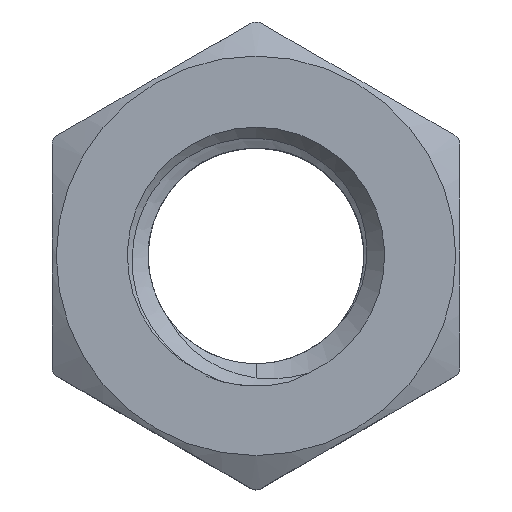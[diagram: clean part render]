
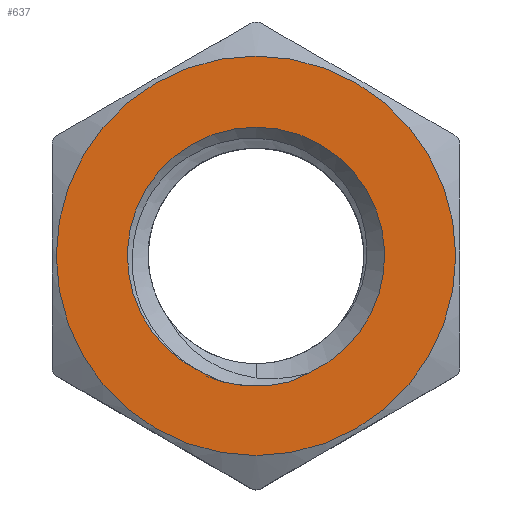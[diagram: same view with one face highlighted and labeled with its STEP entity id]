
A CAD part, top view. The second image highlights one B-rep face of the part: STEP entity #637.
In plain terms, the highlighted planar face has unit normal (0, 0, 1).
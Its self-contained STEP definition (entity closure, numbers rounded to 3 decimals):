
#30=FACE_BOUND('',#128,.T.);
#38=PLANE('',#696);
#50=CIRCLE('',#668,2.56);
#51=CIRCLE('',#671,2.524);
#55=CIRCLE('',#684,3.919);
#56=CIRCLE('',#685,3.919);
#91=FACE_OUTER_BOUND('',#127,.T.);
#127=EDGE_LOOP('',(#578,#579));
#128=EDGE_LOOP('',(#580,#581,#582,#583));
#157=B_SPLINE_CURVE_WITH_KNOTS('',3,(#1863,#1864,#1865,#1866,#1867,#1868,
#1869),.UNSPECIFIED.,.F.,.F.,(4,3,4),(0.431,0.457,
0.472),.UNSPECIFIED.);
#174=B_SPLINE_CURVE_WITH_KNOTS('',3,(#2264,#2265,#2266,#2267,#2268,#2269,
#2270),.UNSPECIFIED.,.F.,.F.,(4,3,4),(0.,0.026,0.041),
 .UNSPECIFIED.);
#255=VERTEX_POINT('',#1114);
#256=VERTEX_POINT('',#1120);
#259=VERTEX_POINT('',#1177);
#260=VERTEX_POINT('',#1197);
#284=VERTEX_POINT('',#2008);
#285=VERTEX_POINT('',#2009);
#327=EDGE_CURVE('',#256,#255,#50,.T.);
#333=EDGE_CURVE('',#260,#259,#51,.T.);
#344=EDGE_CURVE('',#259,#256,#157,.T.);
#369=EDGE_CURVE('',#284,#285,#55,.T.);
#370=EDGE_CURVE('',#285,#284,#56,.T.);
#389=EDGE_CURVE('',#255,#260,#174,.T.);
#578=ORIENTED_EDGE('',*,*,#369,.T.);
#579=ORIENTED_EDGE('',*,*,#370,.T.);
#580=ORIENTED_EDGE('',*,*,#333,.T.);
#581=ORIENTED_EDGE('',*,*,#344,.T.);
#582=ORIENTED_EDGE('',*,*,#327,.T.);
#583=ORIENTED_EDGE('',*,*,#389,.T.);
#637=ADVANCED_FACE('',(#91,#30),#38,.T.);
#668=AXIS2_PLACEMENT_3D('',#1121,#742,#743);
#671=AXIS2_PLACEMENT_3D('',#1198,#750,#751);
#684=AXIS2_PLACEMENT_3D('',#2010,#783,#784);
#685=AXIS2_PLACEMENT_3D('',#2011,#785,#786);
#696=AXIS2_PLACEMENT_3D('',#2272,#814,#815);
#742=DIRECTION('center_axis',(0.,0.,-1.));
#743=DIRECTION('ref_axis',(1.,0.,0.));
#750=DIRECTION('center_axis',(0.,0.,-1.));
#751=DIRECTION('ref_axis',(0.,1.,0.));
#783=DIRECTION('center_axis',(0.,0.,1.));
#784=DIRECTION('ref_axis',(0.,1.,0.));
#785=DIRECTION('center_axis',(0.,0.,1.));
#786=DIRECTION('ref_axis',(0.,1.,0.));
#814=DIRECTION('center_axis',(0.,0.,1.));
#815=DIRECTION('ref_axis',(1.,0.,0.));
#1114=CARTESIAN_POINT('',(-0.662,-2.473,2.));
#1120=CARTESIAN_POINT('',(0.662,-2.473,2.));
#1121=CARTESIAN_POINT('Origin',(0.,0.,2.));
#1177=CARTESIAN_POINT('',(1.037,-2.301,2.));
#1197=CARTESIAN_POINT('',(-1.037,-2.301,2.));
#1198=CARTESIAN_POINT('Origin',(0.,0.,2.));
#1863=CARTESIAN_POINT('Ctrl Pts',(1.037,-2.301,2.));
#1864=CARTESIAN_POINT('Ctrl Pts',(0.962,-2.344,2.));
#1865=CARTESIAN_POINT('Ctrl Pts',(0.884,-2.382,2.));
#1866=CARTESIAN_POINT('Ctrl Pts',(0.804,-2.416,2.));
#1867=CARTESIAN_POINT('Ctrl Pts',(0.757,-2.436,2.));
#1868=CARTESIAN_POINT('Ctrl Pts',(0.71,-2.454,2.));
#1869=CARTESIAN_POINT('Ctrl Pts',(0.661,-2.471,2.));
#2008=CARTESIAN_POINT('',(0.,3.919,2.));
#2009=CARTESIAN_POINT('',(0.,-3.919,2.));
#2010=CARTESIAN_POINT('Origin',(0.,0.,2.));
#2011=CARTESIAN_POINT('Origin',(0.,0.,2.));
#2264=CARTESIAN_POINT('Ctrl Pts',(-0.662,-2.473,
2.));
#2265=CARTESIAN_POINT('Ctrl Pts',(-0.744,-2.443,
2.));
#2266=CARTESIAN_POINT('Ctrl Pts',(-0.823,-2.409,
2.));
#2267=CARTESIAN_POINT('Ctrl Pts',(-0.901,-2.371,
2.));
#2268=CARTESIAN_POINT('Ctrl Pts',(-0.947,-2.349,
2.));
#2269=CARTESIAN_POINT('Ctrl Pts',(-0.992,-2.325,
2.));
#2270=CARTESIAN_POINT('Ctrl Pts',(-1.037,-2.3,2.));
#2272=CARTESIAN_POINT('Origin',(0.,0.,2.));
